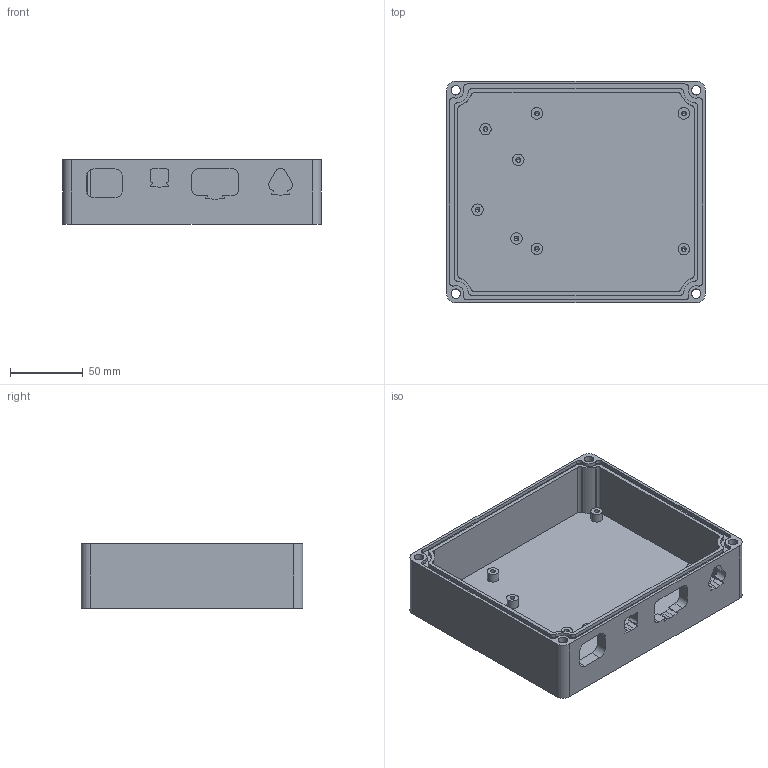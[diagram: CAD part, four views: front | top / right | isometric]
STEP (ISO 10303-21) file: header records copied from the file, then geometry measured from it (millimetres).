
FILE_DESCRIPTION (( 'STEP AP214' ), '1' );
FILE_NAME ('PRINT THIS ONE PRINT THIS ONE PRINT THIS ONE .STEP', '2026-02-07T22:42:58', ( '' ), ( '' ), 'SwSTEP 2.0', 'SolidWorks 2025', '' );
FILE_SCHEMA (( 'AUTOMOTIVE_DESIGN' ));
Length unit declared in the file: inch
Products named in the file (1): PRINT THIS ONE PRINT THIS ONE PRINT THIS ONE 
Bounding box: 177.8 x 152.4 x 44.45 mm (x, y, z)
Volume: 345446.4 mm3; surface area: 112267.2 mm2
Topology: 1 solids, 1 shells, 197 faces, 539 edges, 346 vertices
Faces by surface type: cylinder 114, plane 67, cone 16
Entity records: 6288 total; most frequent: DIRECTION 1141, CARTESIAN_POINT 1105, ORIENTED_EDGE 1046, EDGE_CURVE 523, AXIS2_PLACEMENT_3D 424, VERTEX_POINT 346, LINE 293, VECTOR 293
